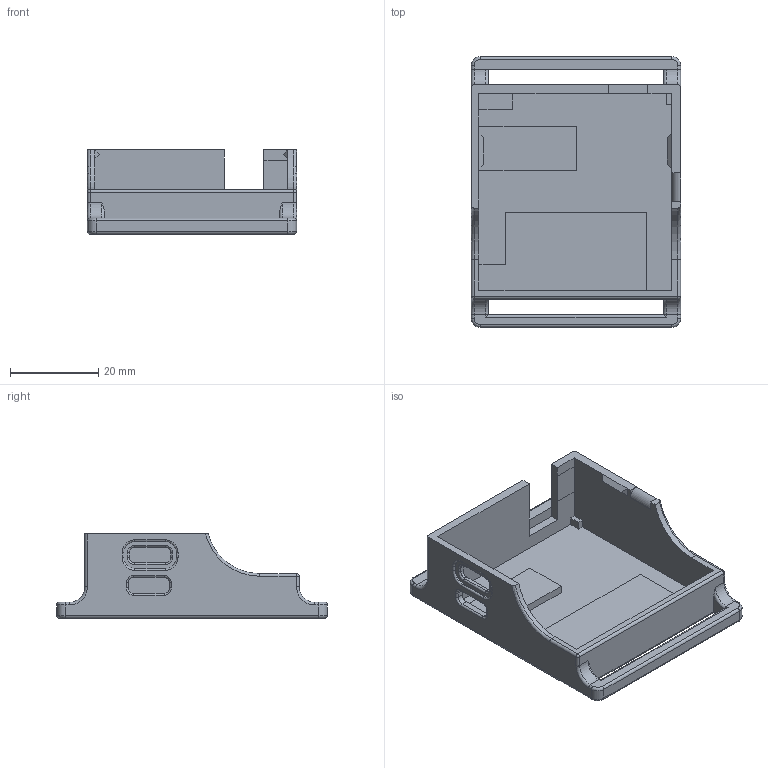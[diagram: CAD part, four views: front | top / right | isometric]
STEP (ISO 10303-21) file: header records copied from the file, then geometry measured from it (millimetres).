
FILE_DESCRIPTION(/* description */ (''),/* implementation_level */ '2;1');
FILE_NAME(/* name */ 'AceStacksCase_micro_b_Recess.step',/* time_stamp */ '2024-01-19T14:00:18-08:00',/* author */ (''),/* organization */ (''),/* preprocessor_version */ 'ST-DEVELOPER v20',/* originating_system */ 'Autodesk Translation Framework v12.14.0.127',/* authorisation */ '');
FILE_SCHEMA (('AUTOMOTIVE_DESIGN { 1 0 10303 214 3 1 1 }'));
Length unit declared in the file: millimetre
Products named in the file (1): (Unsaved)
Bounding box: 47.44 x 61.38 x 19.1 mm (x, y, z)
Volume: 10052.3 mm3; surface area: 11080.4 mm2
Topology: 1 solids, 1 shells, 163 faces, 411 edges, 249 vertices
Faces by surface type: plane 67, cylinder 64, torus 30, sphere 2
Entity records: 4909 total; most frequent: DIRECTION 883, CARTESIAN_POINT 854, ORIENTED_EDGE 822, EDGE_CURVE 411, AXIS2_PLACEMENT_3D 314, LINE 255, VECTOR 255, VERTEX_POINT 249
